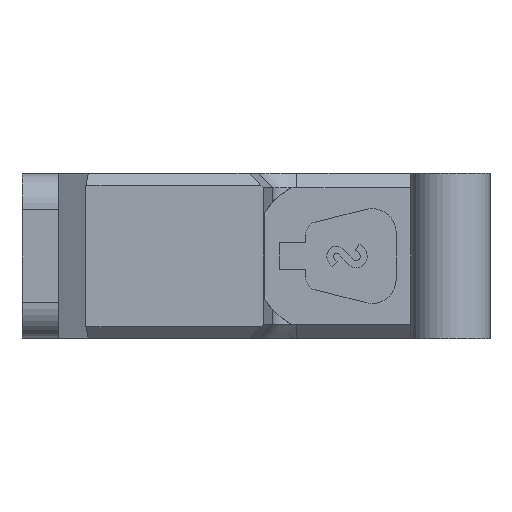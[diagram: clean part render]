
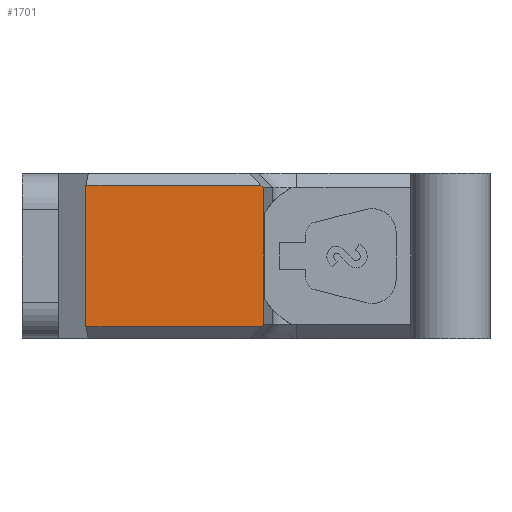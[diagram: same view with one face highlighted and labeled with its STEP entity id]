
A CAD part, front view. The second image highlights one B-rep face of the part: STEP entity #1701.
In plain terms, the highlighted planar face has unit normal (0, -1, 0).
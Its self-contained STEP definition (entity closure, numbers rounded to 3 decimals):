
#25 = ORIENTED_EDGE ( 'NONE', *, *, #3655, .T. ) ;
#335 = DIRECTION ( 'NONE',  ( 0., 0., -1. ) ) ;
#561 = CARTESIAN_POINT ( 'NONE',  ( -17.2, 33., 12.9 ) ) ;
#690 = ORIENTED_EDGE ( 'NONE', *, *, #6439, .T. ) ;
#850 = ORIENTED_EDGE ( 'NONE', *, *, #935, .T. ) ;
#935 = EDGE_CURVE ( 'NONE', #8115, #6515, #4388, .T. ) ;
#963 = CARTESIAN_POINT ( 'NONE',  ( -17., 33., 1.2 ) ) ;
#993 = LINE ( 'NONE', #6397, #4354 ) ;
#1100 = DIRECTION ( 'NONE',  ( 0., 0., -1. ) ) ;
#1122 = DIRECTION ( 'NONE',  ( 0., 1., 0. ) ) ;
#1263 = FACE_OUTER_BOUND ( 'NONE', #2624, .T. ) ;
#1264 = CARTESIAN_POINT ( 'NONE',  ( -2.701, 33., 12.9 ) ) ;
#1540 = VERTEX_POINT ( 'NONE', #6125 ) ;
#1701 = ADVANCED_FACE ( 'NONE', ( #1263 ), #5818, .F. ) ;
#2450 = DIRECTION ( 'NONE',  ( 0., 0., 1. ) ) ;
#2624 = EDGE_LOOP ( 'NONE', ( #4820, #25, #850, #6505, #690, #8302 ) ) ;
#2953 = VECTOR ( 'NONE', #8402, 1000. ) ;
#3092 = CARTESIAN_POINT ( 'NONE',  ( -2.5, 33., 13.9 ) ) ;
#3405 = EDGE_CURVE ( 'NONE', #3701, #5878, #7134, .T. ) ;
#3655 = EDGE_CURVE ( 'NONE', #3701, #8115, #7945, .T. ) ;
#3695 = LINE ( 'NONE', #963, #2953 ) ;
#3701 = VERTEX_POINT ( 'NONE', #8549 ) ;
#3712 = DIRECTION ( 'NONE',  ( -0.709, 0., 0.705 ) ) ;
#4230 = LINE ( 'NONE', #5519, #4323 ) ;
#4323 = VECTOR ( 'NONE', #4847, 1000. ) ;
#4354 = VECTOR ( 'NONE', #335, 1000. ) ;
#4388 = LINE ( 'NONE', #561, #7243 ) ;
#4531 = VERTEX_POINT ( 'NONE', #5000 ) ;
#4557 = CARTESIAN_POINT ( 'NONE',  ( -3.076, 33., 13.272 ) ) ;
#4820 = ORIENTED_EDGE ( 'NONE', *, *, #3405, .F. ) ;
#4833 = AXIS2_PLACEMENT_3D ( 'NONE', #7200, #1122, #2450 ) ;
#4847 = DIRECTION ( 'NONE',  ( 0.709, 0., 0.705 ) ) ;
#4946 = VECTOR ( 'NONE', #3712, 1000. ) ;
#5000 = CARTESIAN_POINT ( 'NONE',  ( -2.701, 33., 1.2 ) ) ;
#5381 = VECTOR ( 'NONE', #1100, 1000. ) ;
#5519 = CARTESIAN_POINT ( 'NONE',  ( -2.5, 33., 1.4 ) ) ;
#5818 = PLANE ( 'NONE',  #4833 ) ;
#5878 = VERTEX_POINT ( 'NONE', #8183 ) ;
#5886 = EDGE_CURVE ( 'NONE', #4531, #5878, #4230, .T. ) ;
#6125 = CARTESIAN_POINT ( 'NONE',  ( -17.2, 33., 1.2 ) ) ;
#6227 = EDGE_CURVE ( 'NONE', #6515, #1540, #993, .T. ) ;
#6397 = CARTESIAN_POINT ( 'NONE',  ( -17.2, 33., 13.9 ) ) ;
#6439 = EDGE_CURVE ( 'NONE', #1540, #4531, #3695, .T. ) ;
#6505 = ORIENTED_EDGE ( 'NONE', *, *, #6227, .T. ) ;
#6515 = VERTEX_POINT ( 'NONE', #7168 ) ;
#7134 = LINE ( 'NONE', #3092, #5381 ) ;
#7168 = CARTESIAN_POINT ( 'NONE',  ( -17.2, 33., 12.9 ) ) ;
#7200 = CARTESIAN_POINT ( 'NONE',  ( -17., 33., 13.9 ) ) ;
#7243 = VECTOR ( 'NONE', #7298, 1000. ) ;
#7298 = DIRECTION ( 'NONE',  ( -1., 0., 0. ) ) ;
#7945 = LINE ( 'NONE', #4557, #4946 ) ;
#8115 = VERTEX_POINT ( 'NONE', #1264 ) ;
#8183 = CARTESIAN_POINT ( 'NONE',  ( -2.5, 33., 1.4 ) ) ;
#8302 = ORIENTED_EDGE ( 'NONE', *, *, #5886, .T. ) ;
#8402 = DIRECTION ( 'NONE',  ( 1., 0., 0. ) ) ;
#8549 = CARTESIAN_POINT ( 'NONE',  ( -2.5, 33., 12.7 ) ) ;
